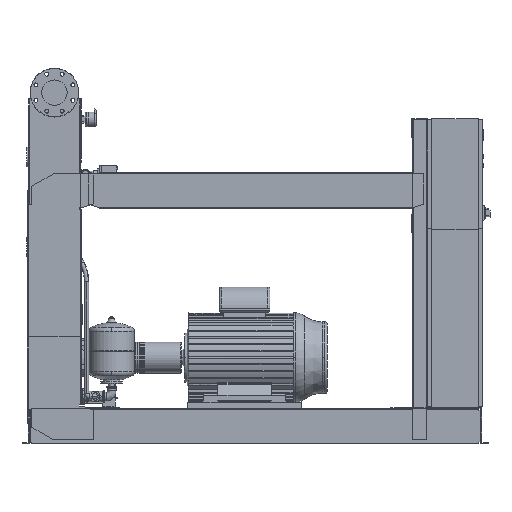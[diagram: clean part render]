
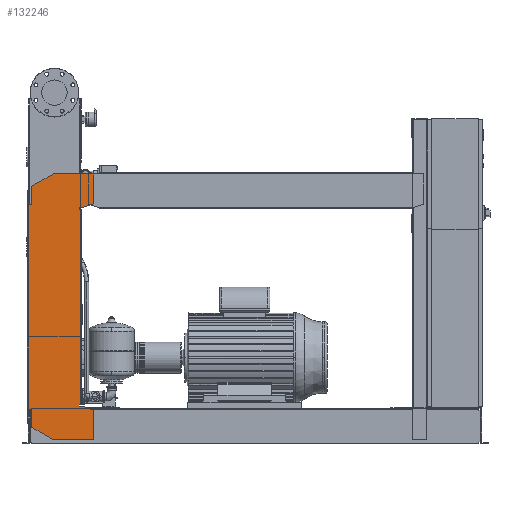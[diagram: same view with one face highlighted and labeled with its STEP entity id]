
A CAD part, front view. The second image highlights one B-rep face of the part: STEP entity #132246.
In plain terms, the highlighted free-form (B-spline) face has degree [1, 1] with [2, 2] control points.
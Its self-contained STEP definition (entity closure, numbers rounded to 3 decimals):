
#131731=CARTESIAN_POINT('',(-102.0,-463.5,1076.0));
#131732=VERTEX_POINT('',#131731);
#131739=CARTESIAN_POINT('',(-102.0,-463.5,1158.574));
#131740=VERTEX_POINT('',#131739);
#131741=CARTESIAN_POINT('',(-102.0,-463.5,1076.0));
#131742=DIRECTION('',(0.0,0.0,1.0));
#131743=VECTOR('',#131742,82.574);
#131744=LINE('',#131741,#131743);
#131745=EDGE_CURVE('',#131732,#131740,#131744,.T.);
#131763=CARTESIAN_POINT('',(-6.,-463.5,1214.0));
#131764=VERTEX_POINT('',#131763);
#131765=CARTESIAN_POINT('',(-102.0,-463.5,1158.574));
#131766=DIRECTION('',(0.866,0.0,0.5));
#131767=VECTOR('',#131766,110.851);
#131768=LINE('',#131765,#131767);
#131769=EDGE_CURVE('',#131740,#131764,#131768,.T.);
#131787=CARTESIAN_POINT('',(177.0,-463.5,1214.0));
#131788=VERTEX_POINT('',#131787);
#131789=CARTESIAN_POINT('',(-6.,-463.5,1214.0));
#131790=DIRECTION('',(1.0,0.0,0.0));
#131791=VECTOR('',#131790,183.0);
#131792=LINE('',#131789,#131791);
#131793=EDGE_CURVE('',#131764,#131788,#131792,.T.);
#131811=CARTESIAN_POINT('',(177.0,-463.5,1080.379));
#131812=VERTEX_POINT('',#131811);
#131813=CARTESIAN_POINT('',(177.0,-463.5,1214.0));
#131814=DIRECTION('',(0.0,0.0,-1.0));
#131815=VECTOR('',#131814,133.621);
#131816=LINE('',#131813,#131815);
#131817=EDGE_CURVE('',#131788,#131812,#131816,.T.);
#131835=CARTESIAN_POINT('',(132.,-463.5,1064.0));
#131836=VERTEX_POINT('',#131835);
#131837=CARTESIAN_POINT('',(177.0,-463.5,1080.379));
#131838=DIRECTION('',(-0.94,0.0,-0.342));
#131839=VECTOR('',#131838,47.888);
#131840=LINE('',#131837,#131839);
#131841=EDGE_CURVE('',#131812,#131836,#131840,.T.);
#131859=CARTESIAN_POINT('',(112.0,-463.5,1064.0));
#131860=VERTEX_POINT('',#131859);
#131861=CARTESIAN_POINT('',(132.,-463.5,1064.0));
#131862=DIRECTION('',(-1.0,0.0,0.0));
#131863=VECTOR('',#131862,20.);
#131864=LINE('',#131861,#131863);
#131865=EDGE_CURVE('',#131836,#131860,#131864,.T.);
#131883=CARTESIAN_POINT('',(112.0,-463.5,1056.0));
#131884=VERTEX_POINT('',#131883);
#131885=CARTESIAN_POINT('',(112.0,-463.5,1064.0));
#131886=DIRECTION('',(0.0,0.0,-1.0));
#131887=VECTOR('',#131886,8.0);
#131888=LINE('',#131885,#131887);
#131889=EDGE_CURVE('',#131860,#131884,#131888,.T.);
#131907=CARTESIAN_POINT('',(120.,-463.5,1056.0));
#131908=VERTEX_POINT('',#131907);
#131909=CARTESIAN_POINT('',(112.0,-463.5,1056.0));
#131910=DIRECTION('',(1.0,0.0,0.0));
#131911=VECTOR('',#131910,8.);
#131912=LINE('',#131909,#131911);
#131913=EDGE_CURVE('',#131884,#131908,#131912,.T.);
#131931=CARTESIAN_POINT('',(120.,-463.5,176.));
#131932=VERTEX_POINT('',#131931);
#131943=CARTESIAN_POINT('',(120.,-463.5,1056.0));
#131944=DIRECTION('',(0.0,0.0,-1.0));
#131945=VECTOR('',#131944,880.);
#131946=LINE('',#131943,#131945);
#131947=EDGE_CURVE('',#131908,#131932,#131946,.T.);
#131961=CARTESIAN_POINT('',(112.,-463.5,176.));
#131962=VERTEX_POINT('',#131961);
#131963=CARTESIAN_POINT('',(120.,-463.5,176.));
#131964=DIRECTION('',(-1.0,0.0,0.0));
#131965=VECTOR('',#131964,8.);
#131966=LINE('',#131963,#131965);
#131967=EDGE_CURVE('',#131932,#131962,#131966,.T.);
#131985=CARTESIAN_POINT('',(112.,-463.5,168.));
#131986=VERTEX_POINT('',#131985);
#131987=CARTESIAN_POINT('',(112.,-463.5,176.));
#131988=DIRECTION('',(0.0,0.0,-1.0));
#131989=VECTOR('',#131988,8.0);
#131990=LINE('',#131987,#131989);
#131991=EDGE_CURVE('',#131962,#131986,#131990,.T.);
#132009=CARTESIAN_POINT('',(132.,-463.5,168.));
#132010=VERTEX_POINT('',#132009);
#132011=CARTESIAN_POINT('',(112.,-463.5,168.));
#132012=DIRECTION('',(1.0,0.0,0.0));
#132013=VECTOR('',#132012,20.0);
#132014=LINE('',#132011,#132013);
#132015=EDGE_CURVE('',#131986,#132010,#132014,.T.);
#132033=CARTESIAN_POINT('',(177.,-463.5,151.621));
#132034=VERTEX_POINT('',#132033);
#132035=CARTESIAN_POINT('',(132.,-463.5,168.));
#132036=DIRECTION('',(0.94,0.0,-0.342));
#132037=VECTOR('',#132036,47.888);
#132038=LINE('',#132035,#132037);
#132039=EDGE_CURVE('',#132010,#132034,#132038,.T.);
#132057=CARTESIAN_POINT('',(177.,-463.5,18.0));
#132058=VERTEX_POINT('',#132057);
#132059=CARTESIAN_POINT('',(177.,-463.5,151.621));
#132060=DIRECTION('',(0.0,0.0,-1.0));
#132061=VECTOR('',#132060,133.621);
#132062=LINE('',#132059,#132061);
#132063=EDGE_CURVE('',#132034,#132058,#132062,.T.);
#132081=CARTESIAN_POINT('',(-4.,-463.5,18.0));
#132082=VERTEX_POINT('',#132081);
#132083=CARTESIAN_POINT('',(177.,-463.5,18.0));
#132084=DIRECTION('',(-1.0,0.0,0.0));
#132085=VECTOR('',#132084,181.);
#132086=LINE('',#132083,#132085);
#132087=EDGE_CURVE('',#132058,#132082,#132086,.T.);
#132105=CARTESIAN_POINT('',(-102.,-463.5,74.58));
#132106=VERTEX_POINT('',#132105);
#132107=CARTESIAN_POINT('',(-4.,-463.5,18.0));
#132108=DIRECTION('',(-0.866,0.,0.5));
#132109=VECTOR('',#132108,113.161);
#132110=LINE('',#132107,#132109);
#132111=EDGE_CURVE('',#132082,#132106,#132110,.T.);
#132129=CARTESIAN_POINT('',(-102.,-463.5,156.0));
#132130=VERTEX_POINT('',#132129);
#132131=CARTESIAN_POINT('',(-102.,-463.5,74.58));
#132132=DIRECTION('',(0.0,0.0,1.0));
#132133=VECTOR('',#132132,81.42);
#132134=LINE('',#132131,#132133);
#132135=EDGE_CURVE('',#132106,#132130,#132134,.T.);
#132153=CARTESIAN_POINT('',(-122.,-463.5,156.0));
#132154=VERTEX_POINT('',#132153);
#132155=CARTESIAN_POINT('',(-102.,-463.5,156.0));
#132156=DIRECTION('',(-1.0,0.0,0.0));
#132157=VECTOR('',#132156,20.0);
#132158=LINE('',#132155,#132157);
#132159=EDGE_CURVE('',#132130,#132154,#132158,.T.);
#132177=CARTESIAN_POINT('',(-122.0,-463.5,1076.0));
#132178=VERTEX_POINT('',#132177);
#132191=CARTESIAN_POINT('',(-122.,-463.5,156.0));
#132192=DIRECTION('',(0.0,0.0,1.0));
#132193=VECTOR('',#132192,920.0);
#132194=LINE('',#132191,#132193);
#132195=EDGE_CURVE('',#132154,#132178,#132194,.T.);
#132209=CARTESIAN_POINT('',(-122.0,-463.5,1076.0));
#132210=DIRECTION('',(1.0,0.0,0.0));
#132211=VECTOR('',#132210,20.0);
#132212=LINE('',#132209,#132211);
#132213=EDGE_CURVE('',#132178,#131732,#132212,.T.);
#132219=CARTESIAN_POINT('',(-122.,-463.5,18.0));
#132220=CARTESIAN_POINT('',(177.0,-463.5,18.0));
#132221=CARTESIAN_POINT('',(-122.,-463.5,1214.0));
#132222=CARTESIAN_POINT('',(177.0,-463.5,1214.0));
#132223=B_SPLINE_SURFACE_WITH_KNOTS('',1,1,((#132219,#132221),(#132220,#132222)),.UNSPECIFIED.,.F.,.F.,.U.,(2,2),(2,2),(0.0,299.),(0.0,1196.0),.UNSPECIFIED.);
#132224=ORIENTED_EDGE('',*,*,#132213,.F.);
#132225=ORIENTED_EDGE('',*,*,#132195,.F.);
#132226=ORIENTED_EDGE('',*,*,#132159,.F.);
#132227=ORIENTED_EDGE('',*,*,#132135,.F.);
#132228=ORIENTED_EDGE('',*,*,#132111,.F.);
#132229=ORIENTED_EDGE('',*,*,#132087,.F.);
#132230=ORIENTED_EDGE('',*,*,#132063,.F.);
#132231=ORIENTED_EDGE('',*,*,#132039,.F.);
#132232=ORIENTED_EDGE('',*,*,#132015,.F.);
#132233=ORIENTED_EDGE('',*,*,#131991,.F.);
#132234=ORIENTED_EDGE('',*,*,#131967,.F.);
#132235=ORIENTED_EDGE('',*,*,#131947,.F.);
#132236=ORIENTED_EDGE('',*,*,#131913,.F.);
#132237=ORIENTED_EDGE('',*,*,#131889,.F.);
#132238=ORIENTED_EDGE('',*,*,#131865,.F.);
#132239=ORIENTED_EDGE('',*,*,#131841,.F.);
#132240=ORIENTED_EDGE('',*,*,#131817,.F.);
#132241=ORIENTED_EDGE('',*,*,#131793,.F.);
#132242=ORIENTED_EDGE('',*,*,#131769,.F.);
#132243=ORIENTED_EDGE('',*,*,#131745,.F.);
#132244=EDGE_LOOP('',(#132224,#132225,#132226,#132227,#132228,#132229,#132230,#132231,#132232,#132233,#132234,#132235,#132236,#132237,#132238,#132239,#132240,#132241,#132242,#132243));
#132245=FACE_OUTER_BOUND('',#132244,.T.);
#132246=ADVANCED_FACE('',(#132245),#132223,.T.);
